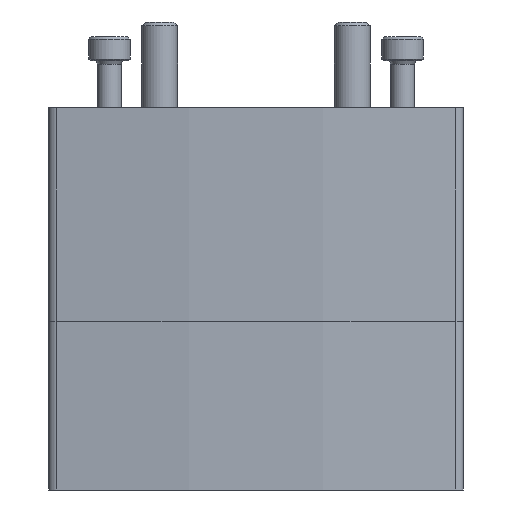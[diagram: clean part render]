
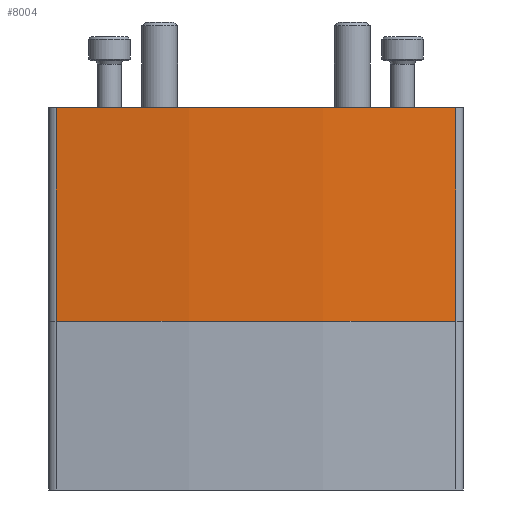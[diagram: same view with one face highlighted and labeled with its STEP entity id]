
A CAD part, front view. The second image highlights one B-rep face of the part: STEP entity #8004.
In plain terms, the highlighted cylindrical face has radius 230 mm (diameter 460 mm), a partial arc.
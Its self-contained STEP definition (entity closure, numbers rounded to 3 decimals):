
#328=CYLINDRICAL_SURFACE('',#8678,230.);
#610=LINE('',#12439,#1137);
#611=LINE('',#12445,#1138);
#1137=VECTOR('',#9896,1000.);
#1138=VECTOR('',#9903,1000.);
#1828=ORIENTED_EDGE('',*,*,#4070,.T.);
#1829=ORIENTED_EDGE('',*,*,#4069,.F.);
#1830=ORIENTED_EDGE('',*,*,#4071,.F.);
#1831=ORIENTED_EDGE('',*,*,#4072,.T.);
#4069=EDGE_CURVE('',#5205,#5204,#610,.T.);
#4070=EDGE_CURVE('',#5206,#5204,#5976,.T.);
#4071=EDGE_CURVE('',#5207,#5205,#5977,.T.);
#4072=EDGE_CURVE('',#5207,#5206,#611,.T.);
#5204=VERTEX_POINT('',#12436);
#5205=VERTEX_POINT('',#12438);
#5206=VERTEX_POINT('',#12442);
#5207=VERTEX_POINT('',#12444);
#5976=CIRCLE('',#8679,230.);
#5977=CIRCLE('',#8680,230.);
#6455=EDGE_LOOP('',(#1828,#1829,#1830,#1831));
#7123=FACE_BOUND('',#6455,.T.);
#8004=ADVANCED_FACE('',(#7123),#328,.T.);
#8678=AXIS2_PLACEMENT_3D('',#12440,#9897,#9898);
#8679=AXIS2_PLACEMENT_3D('',#12441,#9899,#9900);
#8680=AXIS2_PLACEMENT_3D('',#12443,#9901,#9902);
#9896=DIRECTION('',(0.,-1.,0.));
#9897=DIRECTION('',(0.,-1.,0.));
#9898=DIRECTION('',(0.,0.,-1.));
#9899=DIRECTION('',(0.,1.,0.));
#9900=DIRECTION('',(1.,0.,0.));
#9901=DIRECTION('',(0.,1.,0.));
#9902=DIRECTION('',(1.,0.,0.));
#9903=DIRECTION('',(0.,-1.,0.));
#12436=CARTESIAN_POINT('',(-33.72,0.,-171.015));
#12438=CARTESIAN_POINT('',(-33.72,36.,-171.015));
#12439=CARTESIAN_POINT('',(-33.72,36.,-171.015));
#12440=CARTESIAN_POINT('',(0.,36.,56.5));
#12441=CARTESIAN_POINT('',(0.,0.,56.5));
#12442=CARTESIAN_POINT('',(33.72,0.,-171.015));
#12443=CARTESIAN_POINT('',(0.,36.,56.5));
#12444=CARTESIAN_POINT('',(33.72,36.,-171.015));
#12445=CARTESIAN_POINT('',(33.72,36.,-171.015));
